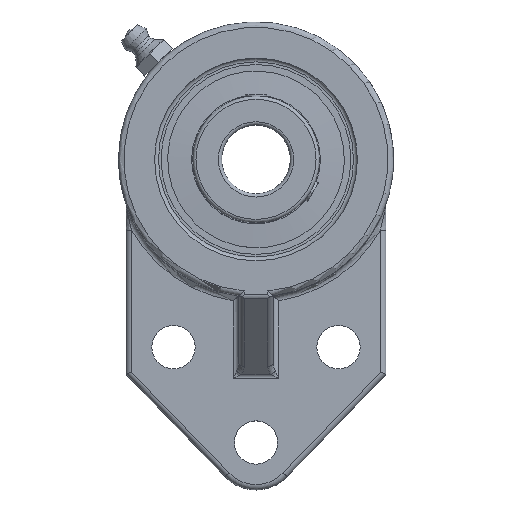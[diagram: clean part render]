
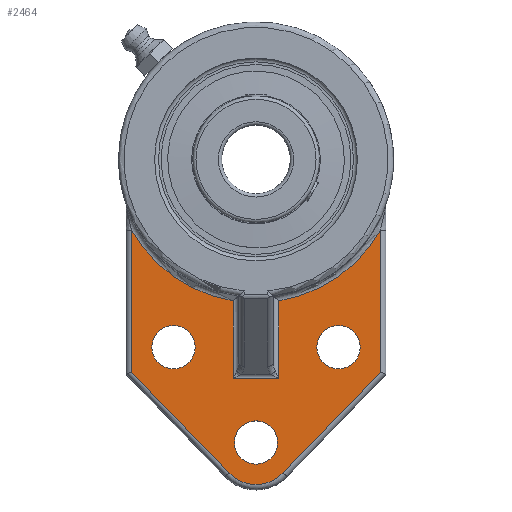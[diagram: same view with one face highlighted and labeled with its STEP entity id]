
A CAD part, top view. The second image highlights one B-rep face of the part: STEP entity #2464.
In plain terms, the highlighted planar face has unit normal (0, 0, 1).
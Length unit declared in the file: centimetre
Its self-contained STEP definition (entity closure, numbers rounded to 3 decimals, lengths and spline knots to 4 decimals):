
#849=CARTESIAN_POINT('',(-0.527,-5.0508,0.8));
#850=VERTEX_POINT('',#849);
#1272=CARTESIAN_POINT('',(0.527,-5.0508,0.8));
#1273=VERTEX_POINT('',#1272);
#1457=CARTESIAN_POINT('',(-3.1397,-5.0508,0.8));
#1458=DIRECTION('',(1.,0.,-0.));
#1459=VECTOR('',#1458,6.2794);
#1460=LINE('',#1457,#1459);
#1461=EDGE_CURVE('',#850,#1273,#1460,.T.);
#1474=CARTESIAN_POINT('',(0.527,-3.2597,0.8));
#1475=VERTEX_POINT('',#1474);
#1476=CARTESIAN_POINT('',(0.527,-7.7647,0.8));
#1477=DIRECTION('',(0.,1.,-0.));
#1478=VECTOR('',#1477,6.5248);
#1479=LINE('',#1476,#1478);
#1480=EDGE_CURVE('',#1273,#1475,#1479,.T.);
#1511=CARTESIAN_POINT('',(-0.527,-3.2597,0.8));
#1512=VERTEX_POINT('',#1511);
#1530=CARTESIAN_POINT('',(-0.527,-1.2399,0.8));
#1531=DIRECTION('',(-0.,-1.,0.));
#1532=VECTOR('',#1531,6.5248);
#1533=LINE('',#1530,#1532);
#1534=EDGE_CURVE('',#1512,#850,#1533,.T.);
#1547=CARTESIAN_POINT('',(2.873,-1.6276,0.8));
#1548=VERTEX_POINT('',#1547);
#1556=CARTESIAN_POINT('',(2.873,-4.9067,0.8));
#1557=VERTEX_POINT('',#1556);
#1558=CARTESIAN_POINT('',(2.873,-0.8995,0.8));
#1559=DIRECTION('',(0.,-1.,0.));
#1560=VECTOR('',#1559,6.8652);
#1561=LINE('',#1558,#1560);
#1562=EDGE_CURVE('',#1548,#1557,#1561,.T.);
#1918=CARTESIAN_POINT('',(-0.628,-7.2314,0.8));
#1919=VERTEX_POINT('',#1918);
#1927=CARTESIAN_POINT('',(-2.873,-4.9067,0.8));
#1928=VERTEX_POINT('',#1927);
#1929=CARTESIAN_POINT('',(-0.113,-7.7647,0.8));
#1930=DIRECTION('',(-0.695,0.719,0.));
#1931=VECTOR('',#1930,4.6111);
#1932=LINE('',#1929,#1931);
#1933=EDGE_CURVE('',#1919,#1928,#1932,.T.);
#1958=CARTESIAN_POINT('',(-2.873,-1.6276,0.8));
#1959=VERTEX_POINT('',#1958);
#1976=CARTESIAN_POINT('',(-2.873,-7.7647,0.8));
#1977=DIRECTION('',(0.,1.,-0.));
#1978=VECTOR('',#1977,6.8652);
#1979=LINE('',#1976,#1978);
#1980=EDGE_CURVE('',#1928,#1959,#1979,.T.);
#2303=CARTESIAN_POINT('',(0.628,-7.2314,0.8));
#2304=VERTEX_POINT('',#2303);
#2312=CARTESIAN_POINT('',(0.,-6.625,0.8));
#2313=DIRECTION('',(0.,-0.,-1.));
#2314=DIRECTION('',(0.,-1.,0.));
#2315=AXIS2_PLACEMENT_3D('',#2312,#2313,#2314);
#2316=CIRCLE('',#2315,0.873);
#2317=EDGE_CURVE('',#2304,#1919,#2316,.T.);
#2335=CARTESIAN_POINT('',(3.3161,-4.4478,0.8));
#2336=DIRECTION('',(-0.695,-0.719,0.));
#2337=VECTOR('',#2336,4.6111);
#2338=LINE('',#2335,#2337);
#2339=EDGE_CURVE('',#1557,#2304,#2338,.T.);
#2390=CARTESIAN_POINT('',(0.,0.,0.8));
#2391=DIRECTION('',(0.,0.,1.));
#2392=DIRECTION('',(0.63,-0.776,0.));
#2393=AXIS2_PLACEMENT_3D('',#2390,#2391,#2392);
#2394=CIRCLE('',#2393,3.302);
#2395=EDGE_CURVE('',#1475,#1548,#2394,.T.);
#2408=CARTESIAN_POINT('',(-0.,-2.1312,0.8));
#2409=DIRECTION('',(0.,0.,1.));
#2410=DIRECTION('',(1.,0.,0.));
#2411=AXIS2_PLACEMENT_3D('',#2408,#2409,#2410);
#2412=PLANE('',#2411);
#2413=CARTESIAN_POINT('',(1.405,-4.33,0.8));
#2414=VERTEX_POINT('',#2413);
#2415=CARTESIAN_POINT('',(1.905,-4.33,0.8));
#2416=DIRECTION('',(0.,0.,-1.));
#2417=DIRECTION('',(1.,0.,0.));
#2418=AXIS2_PLACEMENT_3D('',#2415,#2416,#2417);
#2419=CIRCLE('',#2418,0.5);
#2420=EDGE_CURVE('',#2414,#2414,#2419,.T.);
#2421=ORIENTED_EDGE('',*,*,#2420,.T.);
#2422=EDGE_LOOP('',(#2421));
#2423=FACE_BOUND('',#2422,.T.);
#2424=CARTESIAN_POINT('',(-0.5,-6.53,0.8));
#2425=VERTEX_POINT('',#2424);
#2426=CARTESIAN_POINT('',(0.,-6.53,0.8));
#2427=DIRECTION('',(0.,0.,-1.));
#2428=DIRECTION('',(1.,0.,0.));
#2429=AXIS2_PLACEMENT_3D('',#2426,#2427,#2428);
#2430=CIRCLE('',#2429,0.5);
#2431=EDGE_CURVE('',#2425,#2425,#2430,.T.);
#2432=ORIENTED_EDGE('',*,*,#2431,.T.);
#2433=EDGE_LOOP('',(#2432));
#2434=FACE_BOUND('',#2433,.T.);
#2435=CARTESIAN_POINT('',(-2.405,-4.33,0.8));
#2436=VERTEX_POINT('',#2435);
#2437=CARTESIAN_POINT('',(-1.905,-4.33,0.8));
#2438=DIRECTION('',(0.,0.,-1.));
#2439=DIRECTION('',(1.,0.,0.));
#2440=AXIS2_PLACEMENT_3D('',#2437,#2438,#2439);
#2441=CIRCLE('',#2440,0.5);
#2442=EDGE_CURVE('',#2436,#2436,#2441,.T.);
#2443=ORIENTED_EDGE('',*,*,#2442,.T.);
#2444=EDGE_LOOP('',(#2443));
#2445=FACE_BOUND('',#2444,.T.);
#2446=ORIENTED_EDGE('',*,*,#1480,.F.);
#2447=ORIENTED_EDGE('',*,*,#1461,.F.);
#2448=ORIENTED_EDGE('',*,*,#1534,.F.);
#2449=CARTESIAN_POINT('',(0.,0.,0.8));
#2450=DIRECTION('',(0.,0.,1.));
#2451=DIRECTION('',(-0.63,-0.776,0.));
#2452=AXIS2_PLACEMENT_3D('',#2449,#2450,#2451);
#2453=CIRCLE('',#2452,3.302);
#2454=EDGE_CURVE('',#1959,#1512,#2453,.T.);
#2455=ORIENTED_EDGE('',*,*,#2454,.F.);
#2456=ORIENTED_EDGE('',*,*,#1980,.F.);
#2457=ORIENTED_EDGE('',*,*,#1933,.F.);
#2458=ORIENTED_EDGE('',*,*,#2317,.F.);
#2459=ORIENTED_EDGE('',*,*,#2339,.F.);
#2460=ORIENTED_EDGE('',*,*,#1562,.F.);
#2461=ORIENTED_EDGE('',*,*,#2395,.F.);
#2462=EDGE_LOOP('',(#2446,#2447,#2448,#2455,#2456,#2457,#2458,#2459,#2460,#2461));
#2463=FACE_BOUND('',#2462,.T.);
#2464=ADVANCED_FACE('',(#2423,#2434,#2445,#2463),#2412,.T.);
